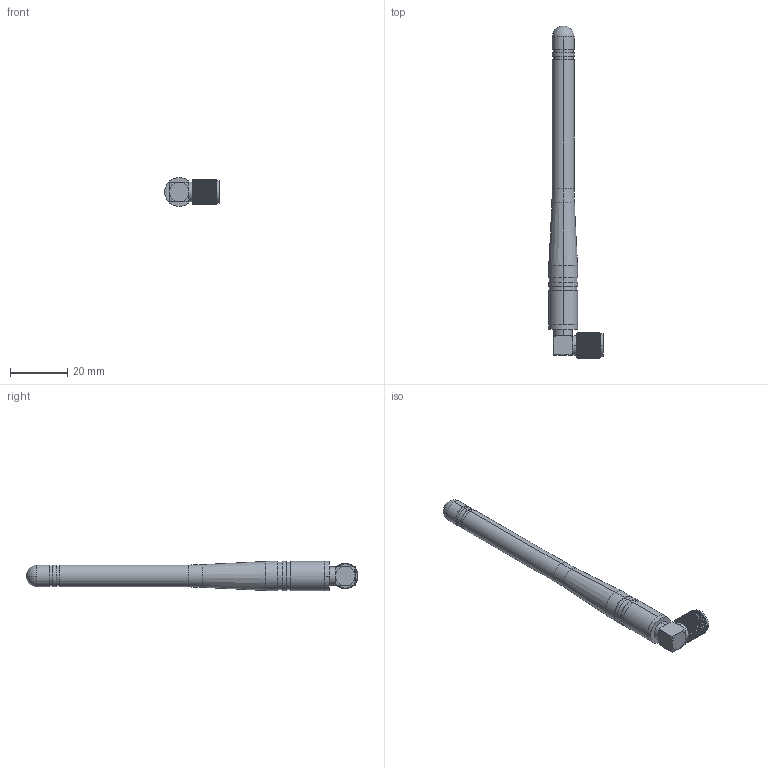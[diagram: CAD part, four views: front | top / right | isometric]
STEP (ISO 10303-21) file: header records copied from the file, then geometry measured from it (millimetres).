
FILE_DESCRIPTION (( 'STEP AP214' ), '1' );
FILE_NAME ('YE0013AA.STEP', '2021-03-26T20:55:39', ( '' ), ( '' ), 'SwSTEP 2.0', 'SolidWorks 2017', '' );
FILE_SCHEMA (( 'AUTOMOTIVE_DESIGN' ));
Length unit declared in the file: millimetre
Products named in the file (2): YE0013AA
Assembly tree (1 placements, depth 2):
  YE0013AA
    YE0013AA
Bounding box: 19.2 x 116.45 x 10.2 mm (x, y, z)
Volume: 6862.1 mm3; surface area: 4118 mm2
Topology: 5 solids, 5 shells, 358 faces, 777 edges, 440 vertices
Faces by surface type: plane 126, cone 106, cylinder 103, torus 18, bspline 3, sphere 2
Entity records: 11457 total; most frequent: CARTESIAN_POINT 3980, ORIENTED_EDGE 1550, DIRECTION 1532, EDGE_CURVE 775, AXIS2_PLACEMENT_3D 662, VERTEX_POINT 440, EDGE_LOOP 373, ADVANCED_FACE 358
